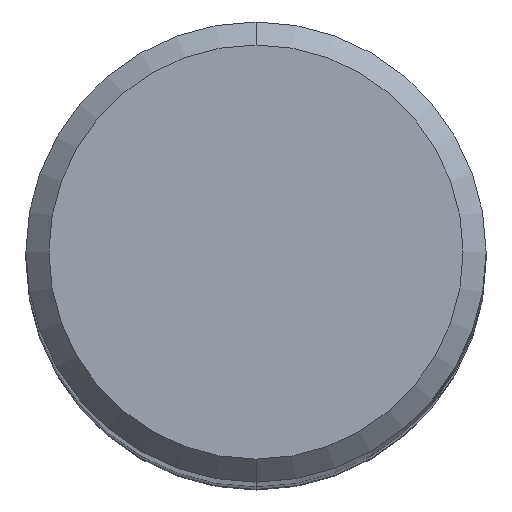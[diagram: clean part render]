
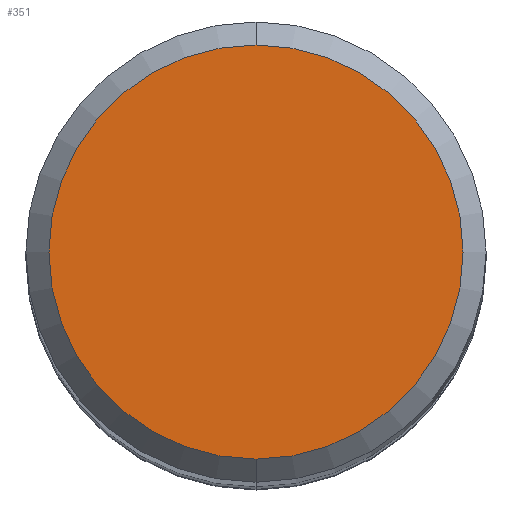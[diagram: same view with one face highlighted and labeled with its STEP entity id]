
A CAD part, top view. The second image highlights one B-rep face of the part: STEP entity #351.
In plain terms, the highlighted planar face has unit normal (0, 0, 1).
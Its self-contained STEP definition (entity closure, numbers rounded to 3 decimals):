
#255=EDGE_CURVE('',#347,#443,#647,.T.);
#347=VERTEX_POINT('',#748);
#351=ADVANCED_FACE('',(#752),#753,.T.);
#425=EDGE_CURVE('',#443,#347,#836,.T.);
#443=VERTEX_POINT('',#855);
#647=CIRCLE('',#1073,3.6);
#748=CARTESIAN_POINT('',(0.,-3.6,0.0));
#752=FACE_OUTER_BOUND('',#1278,.T.);
#753=PLANE('',#1279);
#836=CIRCLE('',#1421,3.6);
#855=CARTESIAN_POINT('',(0.0,3.6,0.0));
#1073=AXIS2_PLACEMENT_3D('',#1838,#1839,#1840);
#1278=EDGE_LOOP('',(#1935,#1936));
#1279=AXIS2_PLACEMENT_3D('',#1937,#1938,#1939);
#1421=AXIS2_PLACEMENT_3D('',#2039,#2040,#2041);
#1838=CARTESIAN_POINT('',(0.0,0.0,0.0));
#1839=DIRECTION('',(0.0,0.0,-1.0));
#1840=DIRECTION('',(0.0,1.0,0.0));
#1935=ORIENTED_EDGE('',*,*,#425,.F.);
#1936=ORIENTED_EDGE('',*,*,#255,.F.);
#1937=CARTESIAN_POINT('',(0.0,1.8,0.0));
#1938=DIRECTION('',(-0.0,0.0,1.0));
#1939=DIRECTION('',(0.0,-1.0,0.0));
#2039=CARTESIAN_POINT('',(0.0,0.0,0.0));
#2040=DIRECTION('',(0.0,0.0,-1.0));
#2041=DIRECTION('',(0.0,1.0,0.0));
